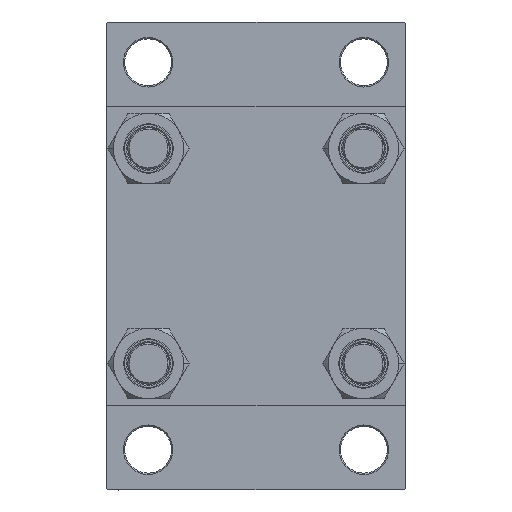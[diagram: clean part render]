
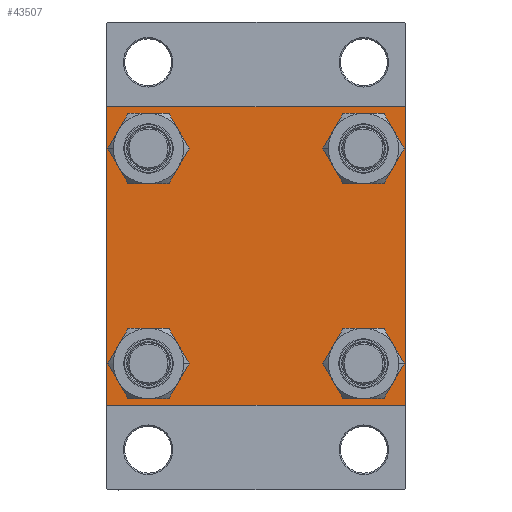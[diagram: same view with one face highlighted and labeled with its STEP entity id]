
A CAD part, left-side view. The second image highlights one B-rep face of the part: STEP entity #43507.
In plain terms, the highlighted planar face has unit normal (-1, 0, 0).
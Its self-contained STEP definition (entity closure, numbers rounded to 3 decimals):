
#379 = FACE_BOUND ( 'NONE', #2300, .T. ) ;
#748 = DIRECTION ( 'NONE',  ( -1., 0., 0. ) ) ;
#762 = CARTESIAN_POINT ( 'NONE',  ( 0., 41.35, -41.35 ) ) ;
#781 = ORIENTED_EDGE ( 'NONE', *, *, #22253, .T. ) ;
#999 = DIRECTION ( 'NONE',  ( 1., 0., 0. ) ) ;
#2300 = EDGE_LOOP ( 'NONE', ( #781, #26158 ) ) ;
#2456 = ORIENTED_EDGE ( 'NONE', *, *, #25654, .T. ) ;
#2989 = DIRECTION ( 'NONE',  ( 0., -0.707, 0.707 ) ) ;
#3246 = AXIS2_PLACEMENT_3D ( 'NONE', #32453, #10166, #25083 ) ;
#3293 = CIRCLE ( 'NONE', #45440, 8.5 ) ;
#3918 = EDGE_LOOP ( 'NONE', ( #45979, #7049 ) ) ;
#4859 = ORIENTED_EDGE ( 'NONE', *, *, #21600, .T. ) ;
#5331 = VERTEX_POINT ( 'NONE', #10988 ) ;
#5455 = DIRECTION ( 'NONE',  ( 1., 0., 0. ) ) ;
#5569 = CIRCLE ( 'NONE', #3246, 8.5 ) ;
#5919 = AXIS2_PLACEMENT_3D ( 'NONE', #23024, #999, #45236 ) ;
#5943 = CARTESIAN_POINT ( 'NONE',  ( 0., -57.25, -57.25 ) ) ;
#6548 = EDGE_LOOP ( 'NONE', ( #28912, #47897 ) ) ;
#6653 = VERTEX_POINT ( 'NONE', #26420 ) ;
#6740 = CARTESIAN_POINT ( 'NONE',  ( 0., 41.35, 32.85 ) ) ;
#7049 = ORIENTED_EDGE ( 'NONE', *, *, #38630, .T. ) ;
#7281 = VECTOR ( 'NONE', #19948, 1000. ) ;
#7689 = DIRECTION ( 'NONE',  ( 1., 0., 0. ) ) ;
#8100 = AXIS2_PLACEMENT_3D ( 'NONE', #25012, #37010, #10098 ) ;
#8362 = EDGE_CURVE ( 'NONE', #36131, #32900, #3293, .T. ) ;
#9450 = AXIS2_PLACEMENT_3D ( 'NONE', #27132, #12454, #31048 ) ;
#10098 = DIRECTION ( 'NONE',  ( 0., 0., 1. ) ) ;
#10166 = DIRECTION ( 'NONE',  ( 1., 0., 0. ) ) ;
#10437 = CIRCLE ( 'NONE', #8100, 8.5 ) ;
#10934 = VERTEX_POINT ( 'NONE', #39027 ) ;
#10988 = CARTESIAN_POINT ( 'NONE',  ( 0., 41.35, 49.85 ) ) ;
#11093 = CARTESIAN_POINT ( 'NONE',  ( 0., 41.35, -49.85 ) ) ;
#11198 = DIRECTION ( 'NONE',  ( 0., 0., 1. ) ) ;
#11409 = DIRECTION ( 'NONE',  ( 0., 0.707, -0.707 ) ) ;
#11863 = CARTESIAN_POINT ( 'NONE',  ( 0., 57., 57.5 ) ) ;
#11969 = CARTESIAN_POINT ( 'NONE',  ( 0., -41.35, 49.85 ) ) ;
#12183 = DIRECTION ( 'NONE',  ( 0., -1., 0. ) ) ;
#12454 = DIRECTION ( 'NONE',  ( 1., 0., 0. ) ) ;
#13059 = CARTESIAN_POINT ( 'NONE',  ( 0., 41.35, 41.35 ) ) ;
#14114 = CIRCLE ( 'NONE', #9450, 8.5 ) ;
#14116 = VERTEX_POINT ( 'NONE', #11969 ) ;
#14374 = CIRCLE ( 'NONE', #26090, 8.5 ) ;
#14455 = CARTESIAN_POINT ( 'NONE',  ( 0., -57., 57.5 ) ) ;
#14503 = ORIENTED_EDGE ( 'NONE', *, *, #45168, .T. ) ;
#14957 = VECTOR ( 'NONE', #19104, 1000. ) ;
#15549 = FACE_BOUND ( 'NONE', #3918, .T. ) ;
#15576 = EDGE_CURVE ( 'NONE', #45751, #14116, #10437, .T. ) ;
#15974 = CARTESIAN_POINT ( 'NONE',  ( 0., -41.35, -49.85 ) ) ;
#16027 = AXIS2_PLACEMENT_3D ( 'NONE', #33954, #18553, #11198 ) ;
#16407 = ORIENTED_EDGE ( 'NONE', *, *, #45606, .F. ) ;
#16464 = VERTEX_POINT ( 'NONE', #11863 ) ;
#17162 = EDGE_CURVE ( 'NONE', #5331, #21321, #27780, .T. ) ;
#17326 = DIRECTION ( 'NONE',  ( 0., 0., -1. ) ) ;
#18293 = CARTESIAN_POINT ( 'NONE',  ( 0., -41.35, 32.85 ) ) ;
#18553 = DIRECTION ( 'NONE',  ( 1., 0., 0. ) ) ;
#19104 = DIRECTION ( 'NONE',  ( 0., 0., -1. ) ) ;
#19517 = CARTESIAN_POINT ( 'NONE',  ( 0., 57.5, 57.5 ) ) ;
#19604 = ORIENTED_EDGE ( 'NONE', *, *, #23642, .T. ) ;
#19639 = VERTEX_POINT ( 'NONE', #14455 ) ;
#19948 = DIRECTION ( 'NONE',  ( 0., 0.707, 0.707 ) ) ;
#20965 = CARTESIAN_POINT ( 'NONE',  ( 0., -57., -57.5 ) ) ;
#21295 = ORIENTED_EDGE ( 'NONE', *, *, #39666, .T. ) ;
#21321 = VERTEX_POINT ( 'NONE', #6740 ) ;
#21600 = EDGE_CURVE ( 'NONE', #6653, #28305, #26425, .T. ) ;
#22253 = EDGE_CURVE ( 'NONE', #14116, #45751, #5569, .T. ) ;
#22643 = ORIENTED_EDGE ( 'NONE', *, *, #27623, .T. ) ;
#23024 = CARTESIAN_POINT ( 'NONE',  ( 0., 41.35, 41.35 ) ) ;
#23184 = LINE ( 'NONE', #19517, #47006 ) ;
#23573 = ORIENTED_EDGE ( 'NONE', *, *, #34132, .T. ) ;
#23642 = EDGE_CURVE ( 'NONE', #30710, #34563, #46011, .T. ) ;
#23785 = DIRECTION ( 'NONE',  ( 0., -1., 0. ) ) ;
#25012 = CARTESIAN_POINT ( 'NONE',  ( 0., -41.35, 41.35 ) ) ;
#25083 = DIRECTION ( 'NONE',  ( 0., 0., 1. ) ) ;
#25119 = CARTESIAN_POINT ( 'NONE',  ( 0., -57.5, 57.5 ) ) ;
#25316 = VECTOR ( 'NONE', #17326, 1000. ) ;
#25595 = CARTESIAN_POINT ( 'NONE',  ( 0., 57.25, 57.25 ) ) ;
#25654 = EDGE_CURVE ( 'NONE', #10934, #19639, #38510, .T. ) ;
#25884 = CARTESIAN_POINT ( 'NONE',  ( 0., 57.5, -57. ) ) ;
#26090 = AXIS2_PLACEMENT_3D ( 'NONE', #762, #41603, #37227 ) ;
#26158 = ORIENTED_EDGE ( 'NONE', *, *, #15576, .T. ) ;
#26161 = CIRCLE ( 'NONE', #16027, 8.5 ) ;
#26420 = CARTESIAN_POINT ( 'NONE',  ( 0., 57.5, 57. ) ) ;
#26425 = LINE ( 'NONE', #33302, #14957 ) ;
#26671 = PLANE ( 'NONE',  #26789 ) ;
#26789 = AXIS2_PLACEMENT_3D ( 'NONE', #42300, #748, #38164 ) ;
#26822 = CARTESIAN_POINT ( 'NONE',  ( 0., 57.25, -57.25 ) ) ;
#27132 = CARTESIAN_POINT ( 'NONE',  ( 0., -41.35, -41.35 ) ) ;
#27390 = VERTEX_POINT ( 'NONE', #31973 ) ;
#27623 = EDGE_CURVE ( 'NONE', #16464, #6653, #48314, .T. ) ;
#27780 = CIRCLE ( 'NONE', #5919, 8.5 ) ;
#27828 = EDGE_LOOP ( 'NONE', ( #4859, #23573, #19604, #21295, #16407, #2456, #44361, #22643 ) ) ;
#27961 = DIRECTION ( 'NONE',  ( 0., 0., 1. ) ) ;
#28305 = VERTEX_POINT ( 'NONE', #25884 ) ;
#28912 = ORIENTED_EDGE ( 'NONE', *, *, #17162, .T. ) ;
#30700 = FACE_BOUND ( 'NONE', #6548, .T. ) ;
#30710 = VERTEX_POINT ( 'NONE', #48262 ) ;
#31048 = DIRECTION ( 'NONE',  ( 0., 0., 1. ) ) ;
#31973 = CARTESIAN_POINT ( 'NONE',  ( 0., 41.35, -32.85 ) ) ;
#32453 = CARTESIAN_POINT ( 'NONE',  ( 0., -41.35, 41.35 ) ) ;
#32900 = VERTEX_POINT ( 'NONE', #15974 ) ;
#33302 = CARTESIAN_POINT ( 'NONE',  ( 0., 57.5, 57.5 ) ) ;
#33892 = CARTESIAN_POINT ( 'NONE',  ( 0., -41.35, -41.35 ) ) ;
#33954 = CARTESIAN_POINT ( 'NONE',  ( 0., 41.35, -41.35 ) ) ;
#33961 = CIRCLE ( 'NONE', #41725, 8.5 ) ;
#34132 = EDGE_CURVE ( 'NONE', #28305, #30710, #34895, .T. ) ;
#34563 = VERTEX_POINT ( 'NONE', #20965 ) ;
#34895 = LINE ( 'NONE', #26822, #35571 ) ;
#35226 = VECTOR ( 'NONE', #2989, 1000. ) ;
#35571 = VECTOR ( 'NONE', #38539, 1000. ) ;
#36131 = VERTEX_POINT ( 'NONE', #36573 ) ;
#36163 = CARTESIAN_POINT ( 'NONE',  ( 0., -57.5, -57. ) ) ;
#36573 = CARTESIAN_POINT ( 'NONE',  ( 0., -41.35, -32.85 ) ) ;
#37010 = DIRECTION ( 'NONE',  ( 1., 0., 0. ) ) ;
#37075 = FACE_OUTER_BOUND ( 'NONE', #27828, .T. ) ;
#37227 = DIRECTION ( 'NONE',  ( 0., 0., 1. ) ) ;
#38164 = DIRECTION ( 'NONE',  ( 0., 0., 1. ) ) ;
#38510 = LINE ( 'NONE', #42408, #7281 ) ;
#38539 = DIRECTION ( 'NONE',  ( 0., -0.707, -0.707 ) ) ;
#38630 = EDGE_CURVE ( 'NONE', #32900, #36131, #14114, .T. ) ;
#38911 = ORIENTED_EDGE ( 'NONE', *, *, #47307, .T. ) ;
#39027 = CARTESIAN_POINT ( 'NONE',  ( 0., -57.5, 57. ) ) ;
#39666 = EDGE_CURVE ( 'NONE', #34563, #47181, #43567, .T. ) ;
#41603 = DIRECTION ( 'NONE',  ( 1., 0., 0. ) ) ;
#41683 = VECTOR ( 'NONE', #11409, 1000. ) ;
#41694 = DIRECTION ( 'NONE',  ( 0., 0., 1. ) ) ;
#41725 = AXIS2_PLACEMENT_3D ( 'NONE', #13059, #5455, #27961 ) ;
#41745 = EDGE_CURVE ( 'NONE', #16464, #19639, #23184, .T. ) ;
#41938 = FACE_BOUND ( 'NONE', #43682, .T. ) ;
#42300 = CARTESIAN_POINT ( 'NONE',  ( 0., 0., 0. ) ) ;
#42361 = CARTESIAN_POINT ( 'NONE',  ( 0., 57.5, -57.5 ) ) ;
#42408 = CARTESIAN_POINT ( 'NONE',  ( 0., -57.25, 57.25 ) ) ;
#43507 = ADVANCED_FACE ( 'NONE', ( #379, #15549, #41938, #30700, #37075 ), #26671, .T. ) ;
#43567 = LINE ( 'NONE', #5943, #35226 ) ;
#43682 = EDGE_LOOP ( 'NONE', ( #38911, #14503 ) ) ;
#44086 = VERTEX_POINT ( 'NONE', #11093 ) ;
#44361 = ORIENTED_EDGE ( 'NONE', *, *, #41745, .F. ) ;
#44699 = VECTOR ( 'NONE', #23785, 1000. ) ;
#45168 = EDGE_CURVE ( 'NONE', #44086, #27390, #14374, .T. ) ;
#45236 = DIRECTION ( 'NONE',  ( 0., 0., 1. ) ) ;
#45440 = AXIS2_PLACEMENT_3D ( 'NONE', #33892, #7689, #41694 ) ;
#45606 = EDGE_CURVE ( 'NONE', #10934, #47181, #46869, .T. ) ;
#45751 = VERTEX_POINT ( 'NONE', #18293 ) ;
#45979 = ORIENTED_EDGE ( 'NONE', *, *, #8362, .T. ) ;
#46011 = LINE ( 'NONE', #42361, #44699 ) ;
#46596 = EDGE_CURVE ( 'NONE', #21321, #5331, #33961, .T. ) ;
#46869 = LINE ( 'NONE', #25119, #25316 ) ;
#47006 = VECTOR ( 'NONE', #12183, 1000. ) ;
#47181 = VERTEX_POINT ( 'NONE', #36163 ) ;
#47307 = EDGE_CURVE ( 'NONE', #27390, #44086, #26161, .T. ) ;
#47897 = ORIENTED_EDGE ( 'NONE', *, *, #46596, .T. ) ;
#48262 = CARTESIAN_POINT ( 'NONE',  ( 0., 57., -57.5 ) ) ;
#48314 = LINE ( 'NONE', #25595, #41683 ) ;
